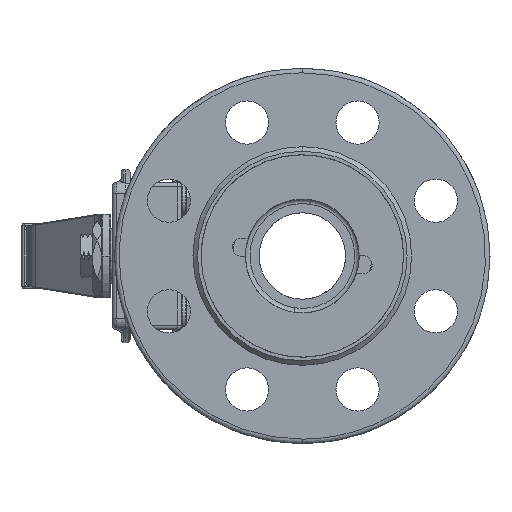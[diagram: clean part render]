
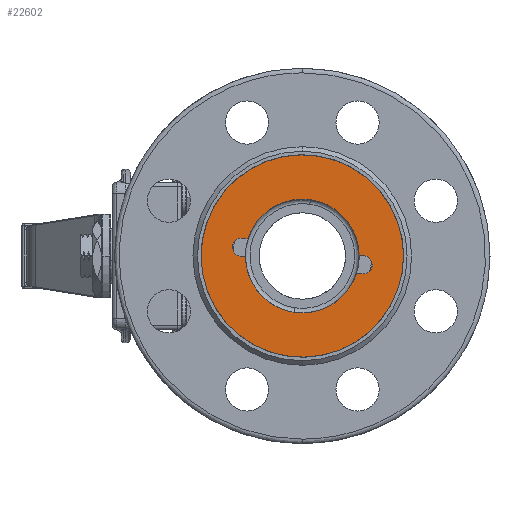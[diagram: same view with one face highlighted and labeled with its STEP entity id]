
A CAD part, left-side view. The second image highlights one B-rep face of the part: STEP entity #22602.
In plain terms, the highlighted face is planar.
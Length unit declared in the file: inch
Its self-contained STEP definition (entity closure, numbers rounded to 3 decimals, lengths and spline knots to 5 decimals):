
#5718 = DIRECTION ( 'NONE',  ( 0., -1., 0. ) ) ;
#11072 = VECTOR ( 'NONE', #132984, 39.37008 ) ;
#12366 = FACE_BOUND ( 'NONE', #245400, .T. ) ;
#14350 = EDGE_CURVE ( 'NONE', #194329, #105018, #55043, .T. ) ;
#16225 = CARTESIAN_POINT ( 'NONE',  ( 1.85039, 0., 0. ) ) ;
#18195 = DIRECTION ( 'NONE',  ( 0., 0., 1. ) ) ;
#18695 = CARTESIAN_POINT ( 'NONE',  ( 1.85039, 0., 1.75197 ) ) ;
#20649 = VERTEX_POINT ( 'NONE', #59546 ) ;
#21061 = AXIS2_PLACEMENT_3D ( 'NONE', #264040, #71394, #136507 ) ;
#22602 = ADVANCED_FACE ( 'NONE', ( #12366, #56210 ), #204901, .T. ) ;
#23432 = CARTESIAN_POINT ( 'NONE',  ( 1.85039, 1.06299, 0.15748 ) ) ;
#28546 = DIRECTION ( 'NONE',  ( 1., 0., 0. ) ) ;
#29863 = DIRECTION ( 'NONE',  ( -1., 0., 0. ) ) ;
#31506 = CARTESIAN_POINT ( 'NONE',  ( 1.85039, -0.97157, 0.15748 ) ) ;
#31549 = EDGE_CURVE ( 'NONE', #105018, #153542, #200180, .T. ) ;
#31566 = ORIENTED_EDGE ( 'NONE', *, *, #31549, .T. ) ;
#34397 = DIRECTION ( 'NONE',  ( 0., -1., 0. ) ) ;
#35723 = CARTESIAN_POINT ( 'NONE',  ( 1.85039, 1.75197, 0.15748 ) ) ;
#43691 = EDGE_CURVE ( 'NONE', #141669, #194329, #120420, .T. ) ;
#44701 = VERTEX_POINT ( 'NONE', #171746 ) ;
#55043 = CIRCLE ( 'NONE', #195120, 0.15748 ) ;
#55296 = CARTESIAN_POINT ( 'NONE',  ( 1.85039, 0., 0. ) ) ;
#56210 = FACE_OUTER_BOUND ( 'NONE', #201453, .T. ) ;
#57934 = CARTESIAN_POINT ( 'NONE',  ( 1.85039, -1.22047, 0. ) ) ;
#59546 = CARTESIAN_POINT ( 'NONE',  ( 1.85039, 0., 0.98425 ) ) ;
#66287 = CARTESIAN_POINT ( 'NONE',  ( 1.85039, -1.06299, -0.15748 ) ) ;
#66513 = CARTESIAN_POINT ( 'NONE',  ( 1.85039, 1.75197, -0.15748 ) ) ;
#69213 = EDGE_CURVE ( 'NONE', #256967, #161789, #114551, .T. ) ;
#71394 = DIRECTION ( 'NONE',  ( -1., 0., 0. ) ) ;
#72515 = CARTESIAN_POINT ( 'NONE',  ( 1.85039, 0., -1.75197 ) ) ;
#75616 = VERTEX_POINT ( 'NONE', #72515 ) ;
#77447 = EDGE_CURVE ( 'NONE', #269792, #44701, #158751, .T. ) ;
#81279 = DIRECTION ( 'NONE',  ( 1., 0., 0. ) ) ;
#83767 = DIRECTION ( 'NONE',  ( 0., 1., 0. ) ) ;
#87284 = AXIS2_PLACEMENT_3D ( 'NONE', #55296, #29863, #92175 ) ;
#90664 = CARTESIAN_POINT ( 'NONE',  ( 1.85039, 0., 0. ) ) ;
#92175 = DIRECTION ( 'NONE',  ( 0., 0., 1. ) ) ;
#95362 = CARTESIAN_POINT ( 'NONE',  ( 1.85039, 1.75197, 0.15748 ) ) ;
#98682 = CARTESIAN_POINT ( 'NONE',  ( 1.85039, 1.75197, 0. ) ) ;
#99017 = EDGE_CURVE ( 'NONE', #105951, #269792, #188955, .T. ) ;
#103634 = CARTESIAN_POINT ( 'NONE',  ( 1.85039, 0.97157, 0.15748 ) ) ;
#104096 = VERTEX_POINT ( 'NONE', #18695 ) ;
#105018 = VERTEX_POINT ( 'NONE', #151344 ) ;
#105951 = VERTEX_POINT ( 'NONE', #118248 ) ;
#106697 = CIRCLE ( 'NONE', #115740, 1.75197 ) ;
#112140 = ORIENTED_EDGE ( 'NONE', *, *, #174146, .T. ) ;
#114179 = DIRECTION ( 'NONE',  ( 0., 0., 1. ) ) ;
#114551 = CIRCLE ( 'NONE', #263971, 0.15748 ) ;
#114918 = VERTEX_POINT ( 'NONE', #103634 ) ;
#115582 = DIRECTION ( 'NONE',  ( -1., 0., 0. ) ) ;
#115740 = AXIS2_PLACEMENT_3D ( 'NONE', #16225, #81279, #186118 ) ;
#117992 = ORIENTED_EDGE ( 'NONE', *, *, #182123, .T. ) ;
#118248 = CARTESIAN_POINT ( 'NONE',  ( 1.85039, 0.97157, -0.15748 ) ) ;
#118391 = CARTESIAN_POINT ( 'NONE',  ( 1.85039, 0., 0. ) ) ;
#120420 = CIRCLE ( 'NONE', #21061, 0.15748 ) ;
#122213 = ORIENTED_EDGE ( 'NONE', *, *, #99017, .T. ) ;
#126446 = EDGE_CURVE ( 'NONE', #114918, #256967, #252357, .T. ) ;
#130351 = EDGE_CURVE ( 'NONE', #75616, #104096, #154008, .T. ) ;
#131634 = ORIENTED_EDGE ( 'NONE', *, *, #77447, .T. ) ;
#131738 = DIRECTION ( 'NONE',  ( -1., 0., 0. ) ) ;
#132984 = DIRECTION ( 'NONE',  ( 0., -1., 0. ) ) ;
#136111 = CARTESIAN_POINT ( 'NONE',  ( 1.85039, 0., 0. ) ) ;
#136301 = ORIENTED_EDGE ( 'NONE', *, *, #126446, .T. ) ;
#136507 = DIRECTION ( 'NONE',  ( 0., -1., 0. ) ) ;
#139212 = DIRECTION ( 'NONE',  ( 0., 1., 0. ) ) ;
#139231 = ORIENTED_EDGE ( 'NONE', *, *, #69213, .T. ) ;
#141395 = CIRCLE ( 'NONE', #87284, 0.98425 ) ;
#141669 = VERTEX_POINT ( 'NONE', #66287 ) ;
#141954 = CARTESIAN_POINT ( 'NONE',  ( 1.85039, 1.75197, -0.15748 ) ) ;
#143928 = EDGE_CURVE ( 'NONE', #104096, #75616, #106697, .T. ) ;
#151344 = CARTESIAN_POINT ( 'NONE',  ( 1.85039, -1.06299, 0.15748 ) ) ;
#153542 = VERTEX_POINT ( 'NONE', #31506 ) ;
#154008 = CIRCLE ( 'NONE', #190220, 1.75197 ) ;
#158751 = CIRCLE ( 'NONE', #258509, 0.98425 ) ;
#161789 = VERTEX_POINT ( 'NONE', #249970 ) ;
#161819 = LINE ( 'NONE', #141954, #199340 ) ;
#167380 = ORIENTED_EDGE ( 'NONE', *, *, #254679, .T. ) ;
#169615 = DIRECTION ( 'NONE',  ( 0., 0., -1. ) ) ;
#171746 = CARTESIAN_POINT ( 'NONE',  ( 1.85039, -0.97157, -0.15748 ) ) ;
#174146 = EDGE_CURVE ( 'NONE', #153542, #20649, #261492, .T. ) ;
#175539 = AXIS2_PLACEMENT_3D ( 'NONE', #192274, #233385, #18195 ) ;
#182123 = EDGE_CURVE ( 'NONE', #161789, #105951, #239273, .T. ) ;
#186118 = DIRECTION ( 'NONE',  ( 0., 0., -1. ) ) ;
#186666 = ORIENTED_EDGE ( 'NONE', *, *, #211168, .T. ) ;
#188955 = CIRCLE ( 'NONE', #220653, 0.98425 ) ;
#189246 = DIRECTION ( 'NONE',  ( 0., 0., -1. ) ) ;
#190220 = AXIS2_PLACEMENT_3D ( 'NONE', #136111, #28546, #169615 ) ;
#192274 = CARTESIAN_POINT ( 'NONE',  ( 1.85039, 0., 0. ) ) ;
#194329 = VERTEX_POINT ( 'NONE', #57934 ) ;
#195120 = AXIS2_PLACEMENT_3D ( 'NONE', #269004, #267608, #5718 ) ;
#196079 = ORIENTED_EDGE ( 'NONE', *, *, #143928, .T. ) ;
#196881 = CARTESIAN_POINT ( 'NONE',  ( 1.85039, 1.06299, 0. ) ) ;
#198256 = DIRECTION ( 'NONE',  ( 0., -1., 0. ) ) ;
#199340 = VECTOR ( 'NONE', #34397, 39.37008 ) ;
#200117 = AXIS2_PLACEMENT_3D ( 'NONE', #98682, #252997, #189246 ) ;
#200180 = LINE ( 'NONE', #95362, #203572 ) ;
#201453 = EDGE_LOOP ( 'NONE', ( #257762, #196079 ) ) ;
#203572 = VECTOR ( 'NONE', #139212, 39.37008 ) ;
#204901 = PLANE ( 'NONE',  #200117 ) ;
#205995 = ORIENTED_EDGE ( 'NONE', *, *, #43691, .T. ) ;
#211168 = EDGE_CURVE ( 'NONE', #20649, #114918, #141395, .T. ) ;
#218377 = ORIENTED_EDGE ( 'NONE', *, *, #14350, .T. ) ;
#220653 = AXIS2_PLACEMENT_3D ( 'NONE', #118391, #115582, #114179 ) ;
#220902 = DIRECTION ( 'NONE',  ( -1., 0., 0. ) ) ;
#221712 = VECTOR ( 'NONE', #83767, 39.37008 ) ;
#222294 = DIRECTION ( 'NONE',  ( 0., 0., 1. ) ) ;
#233385 = DIRECTION ( 'NONE',  ( -1., 0., 0. ) ) ;
#239273 = LINE ( 'NONE', #66513, #11072 ) ;
#245400 = EDGE_LOOP ( 'NONE', ( #112140, #186666, #136301, #139231, #117992, #122213, #131634, #167380, #205995, #218377, #31566 ) ) ;
#247792 = CARTESIAN_POINT ( 'NONE',  ( 1.85039, 0., -0.98425 ) ) ;
#249970 = CARTESIAN_POINT ( 'NONE',  ( 1.85039, 1.06299, -0.15748 ) ) ;
#252357 = LINE ( 'NONE', #35723, #221712 ) ;
#252997 = DIRECTION ( 'NONE',  ( 1., 0., 0. ) ) ;
#254679 = EDGE_CURVE ( 'NONE', #44701, #141669, #161819, .T. ) ;
#256967 = VERTEX_POINT ( 'NONE', #23432 ) ;
#257762 = ORIENTED_EDGE ( 'NONE', *, *, #130351, .T. ) ;
#258509 = AXIS2_PLACEMENT_3D ( 'NONE', #90664, #220902, #222294 ) ;
#261492 = CIRCLE ( 'NONE', #175539, 0.98425 ) ;
#263971 = AXIS2_PLACEMENT_3D ( 'NONE', #196881, #131738, #198256 ) ;
#264040 = CARTESIAN_POINT ( 'NONE',  ( 1.85039, -1.06299, 0. ) ) ;
#267608 = DIRECTION ( 'NONE',  ( -1., 0., 0. ) ) ;
#269004 = CARTESIAN_POINT ( 'NONE',  ( 1.85039, -1.06299, 0. ) ) ;
#269792 = VERTEX_POINT ( 'NONE', #247792 ) ;
